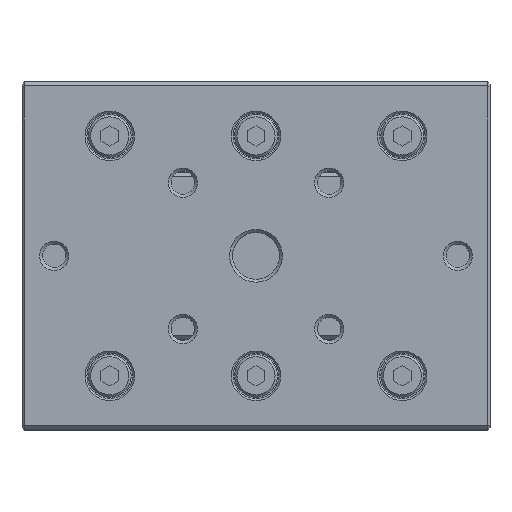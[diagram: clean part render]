
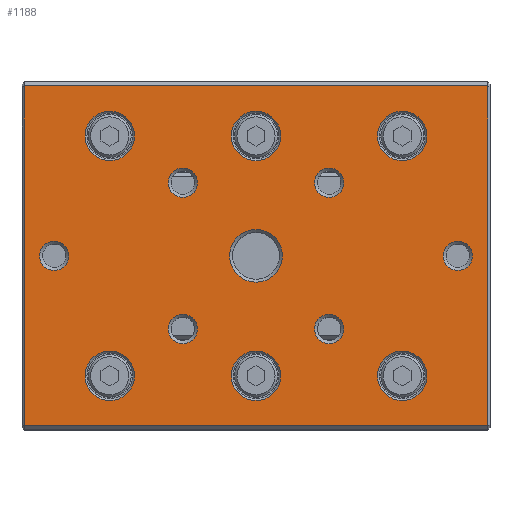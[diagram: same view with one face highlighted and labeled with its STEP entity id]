
A CAD part, top view. The second image highlights one B-rep face of the part: STEP entity #1188.
In plain terms, the highlighted planar face has unit normal (0, 0, 1).
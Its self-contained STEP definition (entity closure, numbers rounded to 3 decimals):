
#647=FACE_BOUND('',#2432,.T.);
#648=FACE_BOUND('',#2433,.T.);
#649=FACE_BOUND('',#2434,.T.);
#650=FACE_BOUND('',#2435,.T.);
#651=FACE_BOUND('',#2436,.T.);
#652=FACE_BOUND('',#2437,.T.);
#653=FACE_BOUND('',#2438,.T.);
#654=FACE_BOUND('',#2439,.T.);
#655=FACE_BOUND('',#2440,.T.);
#656=FACE_BOUND('',#2441,.T.);
#657=FACE_BOUND('',#2442,.T.);
#658=FACE_BOUND('',#2443,.T.);
#659=FACE_BOUND('',#2444,.T.);
#660=FACE_BOUND('',#2445,.T.);
#921=CIRCLE('',#8358,4.5);
#922=CIRCLE('',#8359,2.5);
#923=CIRCLE('',#8360,2.5);
#924=CIRCLE('',#8361,2.5);
#925=CIRCLE('',#8362,2.5);
#926=CIRCLE('',#8363,2.5);
#927=CIRCLE('',#8364,2.5);
#928=CIRCLE('',#8365,4.225);
#929=CIRCLE('',#8366,4.225);
#930=CIRCLE('',#8367,4.225);
#931=CIRCLE('',#8368,4.225);
#932=CIRCLE('',#8369,4.225);
#933=CIRCLE('',#8370,4.225);
#1188=ADVANCED_FACE('',(#647,#648,#649,#650,#651,#652,#653,#654,#655,#656,
#657,#658,#659,#660),#1631,.F.);
#1631=PLANE('',#8371);
#2432=EDGE_LOOP('',(#3587));
#2433=EDGE_LOOP('',(#3588));
#2434=EDGE_LOOP('',(#3589));
#2435=EDGE_LOOP('',(#3590));
#2436=EDGE_LOOP('',(#3591));
#2437=EDGE_LOOP('',(#3592));
#2438=EDGE_LOOP('',(#3593));
#2439=EDGE_LOOP('',(#3594));
#2440=EDGE_LOOP('',(#3595));
#2441=EDGE_LOOP('',(#3596));
#2442=EDGE_LOOP('',(#3597));
#2443=EDGE_LOOP('',(#3598));
#2444=EDGE_LOOP('',(#3599));
#2445=EDGE_LOOP('',(#3600,#3601,#3602,#3603));
#3587=ORIENTED_EDGE('',*,*,#6008,.T.);
#3588=ORIENTED_EDGE('',*,*,#6009,.F.);
#3589=ORIENTED_EDGE('',*,*,#6010,.T.);
#3590=ORIENTED_EDGE('',*,*,#6011,.T.);
#3591=ORIENTED_EDGE('',*,*,#6012,.T.);
#3592=ORIENTED_EDGE('',*,*,#6013,.T.);
#3593=ORIENTED_EDGE('',*,*,#6014,.T.);
#3594=ORIENTED_EDGE('',*,*,#6015,.T.);
#3595=ORIENTED_EDGE('',*,*,#6016,.T.);
#3596=ORIENTED_EDGE('',*,*,#6017,.T.);
#3597=ORIENTED_EDGE('',*,*,#6018,.T.);
#3598=ORIENTED_EDGE('',*,*,#6019,.T.);
#3599=ORIENTED_EDGE('',*,*,#6020,.T.);
#3600=ORIENTED_EDGE('',*,*,#6021,.T.);
#3601=ORIENTED_EDGE('',*,*,#6022,.T.);
#3602=ORIENTED_EDGE('',*,*,#6023,.T.);
#3603=ORIENTED_EDGE('',*,*,#6024,.T.);
#5175=VERTEX_POINT('',#11443);
#5176=VERTEX_POINT('',#11445);
#5177=VERTEX_POINT('',#11447);
#5178=VERTEX_POINT('',#11449);
#5179=VERTEX_POINT('',#11451);
#5180=VERTEX_POINT('',#11453);
#5181=VERTEX_POINT('',#11455);
#5182=VERTEX_POINT('',#11457);
#5183=VERTEX_POINT('',#11459);
#5184=VERTEX_POINT('',#11461);
#5185=VERTEX_POINT('',#11463);
#5186=VERTEX_POINT('',#11465);
#5187=VERTEX_POINT('',#11467);
#5188=VERTEX_POINT('',#11469);
#5189=VERTEX_POINT('',#11470);
#5190=VERTEX_POINT('',#11472);
#5191=VERTEX_POINT('',#11474);
#6008=EDGE_CURVE('',#5175,#5175,#921,.T.);
#6009=EDGE_CURVE('',#5176,#5176,#922,.T.);
#6010=EDGE_CURVE('',#5177,#5177,#923,.T.);
#6011=EDGE_CURVE('',#5178,#5178,#924,.T.);
#6012=EDGE_CURVE('',#5179,#5179,#925,.T.);
#6013=EDGE_CURVE('',#5180,#5180,#926,.T.);
#6014=EDGE_CURVE('',#5181,#5181,#927,.T.);
#6015=EDGE_CURVE('',#5182,#5182,#928,.T.);
#6016=EDGE_CURVE('',#5183,#5183,#929,.T.);
#6017=EDGE_CURVE('',#5184,#5184,#930,.T.);
#6018=EDGE_CURVE('',#5185,#5185,#931,.T.);
#6019=EDGE_CURVE('',#5186,#5186,#932,.T.);
#6020=EDGE_CURVE('',#5187,#5187,#933,.T.);
#6021=EDGE_CURVE('',#5188,#5189,#6972,.T.);
#6022=EDGE_CURVE('',#5189,#5190,#6973,.T.);
#6023=EDGE_CURVE('',#5190,#5191,#6974,.T.);
#6024=EDGE_CURVE('',#5191,#5188,#6975,.T.);
#6972=LINE('',#11468,#7661);
#6973=LINE('',#11471,#7662);
#6974=LINE('',#11473,#7663);
#6975=LINE('',#11475,#7664);
#7661=VECTOR('',#9535,1.);
#7662=VECTOR('',#9536,1.);
#7663=VECTOR('',#9537,1.);
#7664=VECTOR('',#9538,1.);
#8358=AXIS2_PLACEMENT_3D('',#11442,#9509,#9510);
#8359=AXIS2_PLACEMENT_3D('',#11444,#9511,#9512);
#8360=AXIS2_PLACEMENT_3D('',#11446,#9513,#9514);
#8361=AXIS2_PLACEMENT_3D('',#11448,#9515,#9516);
#8362=AXIS2_PLACEMENT_3D('',#11450,#9517,#9518);
#8363=AXIS2_PLACEMENT_3D('',#11452,#9519,#9520);
#8364=AXIS2_PLACEMENT_3D('',#11454,#9521,#9522);
#8365=AXIS2_PLACEMENT_3D('',#11456,#9523,#9524);
#8366=AXIS2_PLACEMENT_3D('',#11458,#9525,#9526);
#8367=AXIS2_PLACEMENT_3D('',#11460,#9527,#9528);
#8368=AXIS2_PLACEMENT_3D('',#11462,#9529,#9530);
#8369=AXIS2_PLACEMENT_3D('',#11464,#9531,#9532);
#8370=AXIS2_PLACEMENT_3D('',#11466,#9533,#9534);
#8371=AXIS2_PLACEMENT_3D('',#11476,#9539,#9540);
#9509=DIRECTION('',(0.,0.,-1.));
#9510=DIRECTION('',(-1.,0.,0.));
#9511=DIRECTION('',(0.,0.,1.));
#9512=DIRECTION('',(1.,0.,0.));
#9513=DIRECTION('',(0.,0.,-1.));
#9514=DIRECTION('',(-1.,0.,0.));
#9515=DIRECTION('',(0.,0.,-1.));
#9516=DIRECTION('',(-1.,0.,0.));
#9517=DIRECTION('',(0.,0.,-1.));
#9518=DIRECTION('',(-1.,0.,0.));
#9519=DIRECTION('',(0.,0.,-1.));
#9520=DIRECTION('',(-1.,0.,0.));
#9521=DIRECTION('',(0.,0.,-1.));
#9522=DIRECTION('',(-1.,0.,0.));
#9523=DIRECTION('',(0.,0.,-1.));
#9524=DIRECTION('',(-1.,0.,0.));
#9525=DIRECTION('',(0.,0.,-1.));
#9526=DIRECTION('',(-1.,0.,0.));
#9527=DIRECTION('',(0.,0.,-1.));
#9528=DIRECTION('',(-1.,0.,0.));
#9529=DIRECTION('',(0.,0.,-1.));
#9530=DIRECTION('',(-1.,0.,0.));
#9531=DIRECTION('',(0.,0.,-1.));
#9532=DIRECTION('',(-1.,0.,0.));
#9533=DIRECTION('',(0.,0.,-1.));
#9534=DIRECTION('',(-1.,0.,0.));
#9535=DIRECTION('',(1.,0.,0.));
#9536=DIRECTION('',(0.,1.,0.));
#9537=DIRECTION('',(-1.,0.,0.));
#9538=DIRECTION('',(0.,-1.,0.));
#9539=DIRECTION('',(0.,0.,-1.));
#9540=DIRECTION('',(-1.,0.,0.));
#11442=CARTESIAN_POINT('',(120.,29.75,28.));
#11443=CARTESIAN_POINT('',(115.5,29.75,28.));
#11444=CARTESIAN_POINT('',(154.5,29.75,28.));
#11445=CARTESIAN_POINT('',(157.,29.75,28.));
#11446=CARTESIAN_POINT('',(85.5,29.75,28.));
#11447=CARTESIAN_POINT('',(83.,29.75,28.));
#11448=CARTESIAN_POINT('',(132.5,17.25,28.));
#11449=CARTESIAN_POINT('',(130.,17.25,28.));
#11450=CARTESIAN_POINT('',(132.5,42.25,28.));
#11451=CARTESIAN_POINT('',(130.,42.25,28.));
#11452=CARTESIAN_POINT('',(107.5,17.25,28.));
#11453=CARTESIAN_POINT('',(105.,17.25,28.));
#11454=CARTESIAN_POINT('',(107.5,42.25,28.));
#11455=CARTESIAN_POINT('',(105.,42.25,28.));
#11456=CARTESIAN_POINT('',(145.,9.25,28.));
#11457=CARTESIAN_POINT('',(140.775,9.25,28.));
#11458=CARTESIAN_POINT('',(145.,50.25,28.));
#11459=CARTESIAN_POINT('',(140.775,50.25,28.));
#11460=CARTESIAN_POINT('',(120.,9.25,28.));
#11461=CARTESIAN_POINT('',(115.775,9.25,28.));
#11462=CARTESIAN_POINT('',(120.,50.25,28.));
#11463=CARTESIAN_POINT('',(115.775,50.25,28.));
#11464=CARTESIAN_POINT('',(95.,9.25,28.));
#11465=CARTESIAN_POINT('',(90.775,9.25,28.));
#11466=CARTESIAN_POINT('',(95.,50.25,28.));
#11467=CARTESIAN_POINT('',(90.775,50.25,28.));
#11468=CARTESIAN_POINT('',(160.,0.7,28.));
#11469=CARTESIAN_POINT('',(80.4,0.7,28.));
#11470=CARTESIAN_POINT('',(159.6,0.7,28.));
#11471=CARTESIAN_POINT('',(159.6,59.5,28.));
#11472=CARTESIAN_POINT('',(159.6,58.8,28.));
#11473=CARTESIAN_POINT('',(160.,58.8,28.));
#11474=CARTESIAN_POINT('',(80.4,58.8,28.));
#11475=CARTESIAN_POINT('',(80.4,0.7,28.));
#11476=CARTESIAN_POINT('',(160.,59.5,28.));
